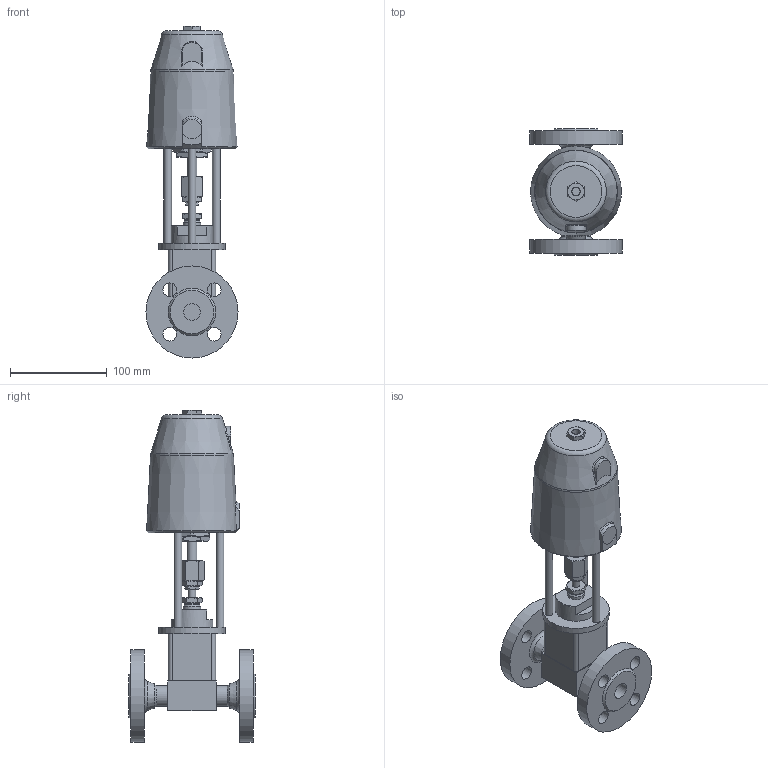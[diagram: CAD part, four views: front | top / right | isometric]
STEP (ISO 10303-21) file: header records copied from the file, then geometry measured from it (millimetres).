
FILE_DESCRIPTION(/* description */ (''),/* implementation_level */ '2;1');
FILE_NAME(/* name */ '3D-Modell- 2_640-01-0800-8008-DT.stp',/* time_stamp */ '2025-03-31T08:43:09+02:00',/* author */ ('CBeuthner'),/* organization */ (''),/* preprocessor_version */ 'ST-DEVELOPER v20',/* originating_system */ 'Autodesk Inventor 2024',/* authorisation */ '');
FILE_SCHEMA (('AUTOMOTIVE_DESIGN { 1 0 10303 214 3 1 1 }'));
Length unit declared in the file: millimetre
Products named in the file (1): 88-006763
Bounding box: 95 x 130.2 x 342.8 mm (x, y, z)
Volume: 1167823.5 mm3; surface area: 125801.8 mm2
Topology: 1 solids, 1 shells, 213 faces, 495 edges, 307 vertices
Faces by surface type: plane 86, cone 81, cylinder 36, torus 6, bspline 4
Full cylindrical faces by diameter (mm): 8 x4, 8.566 x1, 10 x1, 14 x8, 15.7 x1, 17 x2, 18 x1, 21.3 x2, 43 x1, 69 x1, 95 x2
Entity records: 6383 total; most frequent: CARTESIAN_POINT 1528, ORIENTED_EDGE 990, DIRECTION 923, EDGE_CURVE 495, AXIS2_PLACEMENT_3D 393, VERTEX_POINT 307, EDGE_LOOP 258, FACE_OUTER_BOUND 213
